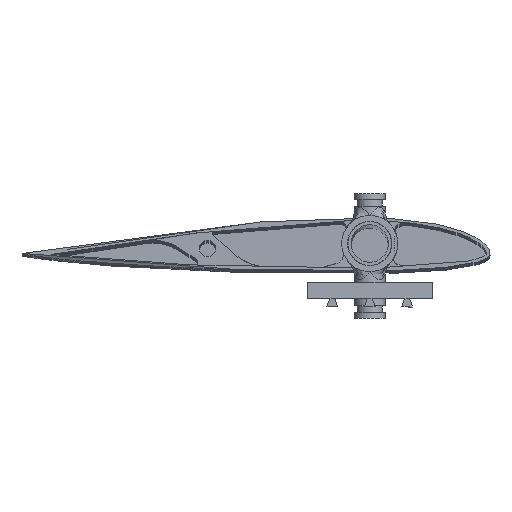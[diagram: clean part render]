
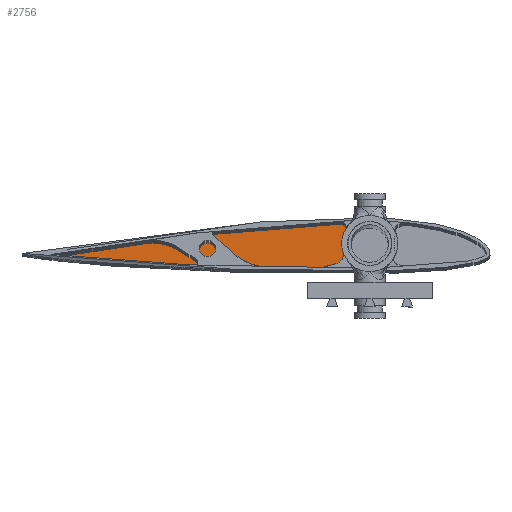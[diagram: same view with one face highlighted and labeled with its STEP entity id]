
A CAD part, top view. The second image highlights one B-rep face of the part: STEP entity #2756.
In plain terms, the highlighted face is planar.
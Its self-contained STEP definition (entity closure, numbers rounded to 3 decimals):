
#174=B_SPLINE_CURVE_WITH_KNOTS('',3,(#4840,#4841,#4842,#4843,#4844,#4845,
#4846,#4847,#4848,#4849,#4850,#4851,#4852,#4853,#4854,#4855),
 .UNSPECIFIED.,.F.,.F.,(4,3,3,3,3,4),(-5.905,-5.494,
-3.502,-1.423,-0.448,0.),
 .UNSPECIFIED.);
#175=B_SPLINE_CURVE_WITH_KNOTS('',3,(#4856,#4857,#4858,#4859,#4860,#4861,
#4862,#4863,#4864,#4865,#4866,#4867,#4868,#4869,#4870,#4871),
 .UNSPECIFIED.,.F.,.F.,(4,3,3,3,3,4),(-10.894,-10.416,
-8.485,-5.527,-0.88,0.),
 .UNSPECIFIED.);
#368=CIRCLE('',#3025,8.6);
#476=FACE_OUTER_BOUND('',#642,.T.);
#642=EDGE_LOOP('',(#2018,#2019,#2020));
#1180=VERTEX_POINT('',#4836);
#1181=VERTEX_POINT('',#4837);
#1182=VERTEX_POINT('',#4839);
#1498=EDGE_CURVE('',#1180,#1181,#368,.T.);
#1499=EDGE_CURVE('',#1181,#1182,#174,.T.);
#1500=EDGE_CURVE('',#1182,#1180,#175,.T.);
#2018=ORIENTED_EDGE('',*,*,#1498,.T.);
#2019=ORIENTED_EDGE('',*,*,#1499,.T.);
#2020=ORIENTED_EDGE('',*,*,#1500,.T.);
#2639=PLANE('',#3024);
#2756=ADVANCED_FACE('',(#476),#2639,.F.);
#3024=AXIS2_PLACEMENT_3D('',#4835,#3404,#3405);
#3025=AXIS2_PLACEMENT_3D('',#4838,#3406,#3407);
#3404=DIRECTION('center_axis',(0.,-1.,0.));
#3405=DIRECTION('ref_axis',(0.,0.,1.));
#3406=DIRECTION('center_axis',(0.,-1.,0.));
#3407=DIRECTION('ref_axis',(-1.,0.,0.));
#4835=CARTESIAN_POINT('Origin',(-88.206,1.,-2.936));
#4836=CARTESIAN_POINT('',(-58.44,1.,4.657));
#4837=CARTESIAN_POINT('',(-58.395,1.,-10.704));
#4838=CARTESIAN_POINT('Origin',(-54.548,1.,-3.012));
#4839=CARTESIAN_POINT('',(-156.542,1.,0.332));
#4840=CARTESIAN_POINT('Ctrl Pts',(-58.395,1.,-10.704));
#4841=CARTESIAN_POINT('Ctrl Pts',(-60.71,1.,-10.72));
#4842=CARTESIAN_POINT('Ctrl Pts',(-63.057,1.,-10.697));
#4843=CARTESIAN_POINT('Ctrl Pts',(-65.423,1.,-10.64));
#4844=CARTESIAN_POINT('Ctrl Pts',(-76.902,1.,-10.366));
#4845=CARTESIAN_POINT('Ctrl Pts',(-88.882,1.,-9.306));
#4846=CARTESIAN_POINT('Ctrl Pts',(-100.651,1.,-7.826));
#4847=CARTESIAN_POINT('Ctrl Pts',(-112.938,1.,-6.28));
#4848=CARTESIAN_POINT('Ctrl Pts',(-125.029,1.,-4.27));
#4849=CARTESIAN_POINT('Ctrl Pts',(-136.052,1.,-2.532));
#4850=CARTESIAN_POINT('Ctrl Pts',(-141.219,1.,-1.717));
#4851=CARTESIAN_POINT('Ctrl Pts',(-146.173,1.,-0.974));
#4852=CARTESIAN_POINT('Ctrl Pts',(-150.635,1.,-0.38));
#4853=CARTESIAN_POINT('Ctrl Pts',(-152.687,1.,-0.106));
#4854=CARTESIAN_POINT('Ctrl Pts',(-154.659,1.,0.134));
#4855=CARTESIAN_POINT('Ctrl Pts',(-156.542,1.,0.332));
#4856=CARTESIAN_POINT('Ctrl Pts',(-156.542,1.,0.332));
#4857=CARTESIAN_POINT('Ctrl Pts',(-155.474,1.,0.46));
#4858=CARTESIAN_POINT('Ctrl Pts',(-154.36,1.,0.59));
#4859=CARTESIAN_POINT('Ctrl Pts',(-153.225,1.,0.717));
#4860=CARTESIAN_POINT('Ctrl Pts',(-148.634,1.,1.229));
#4861=CARTESIAN_POINT('Ctrl Pts',(-143.46,1.,1.7));
#4862=CARTESIAN_POINT('Ctrl Pts',(-137.985,1.,2.12));
#4863=CARTESIAN_POINT('Ctrl Pts',(-129.599,1.,2.763));
#4864=CARTESIAN_POINT('Ctrl Pts',(-120.497,1.,3.314));
#4865=CARTESIAN_POINT('Ctrl Pts',(-111.155,1.,3.715));
#4866=CARTESIAN_POINT('Ctrl Pts',(-96.482,1.,4.345));
#4867=CARTESIAN_POINT('Ctrl Pts',(-81.167,1.,4.661));
#4868=CARTESIAN_POINT('Ctrl Pts',(-66.62,1.,4.68));
#4869=CARTESIAN_POINT('Ctrl Pts',(-63.863,1.,4.683));
#4870=CARTESIAN_POINT('Ctrl Pts',(-61.132,1.,4.677));
#4871=CARTESIAN_POINT('Ctrl Pts',(-58.44,1.,4.657));
